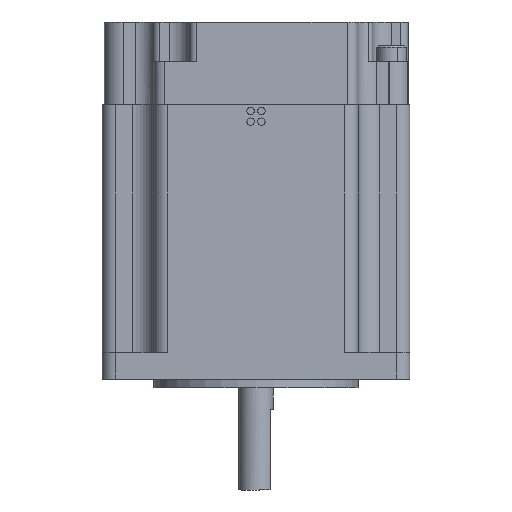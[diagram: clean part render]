
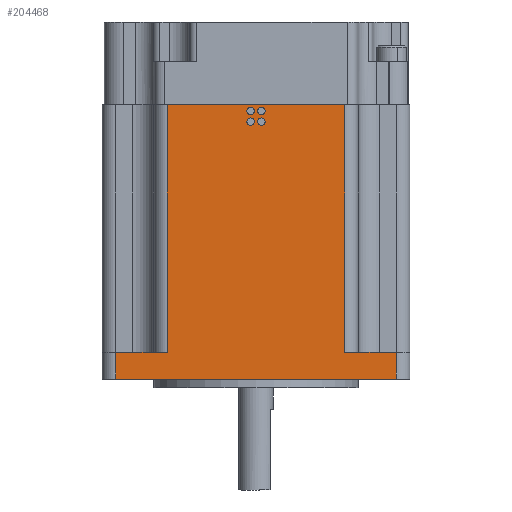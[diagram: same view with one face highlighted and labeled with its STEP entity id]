
A CAD part, front view. The second image highlights one B-rep face of the part: STEP entity #204468.
In plain terms, the highlighted face is planar.
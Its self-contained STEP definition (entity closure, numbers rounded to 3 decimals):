
#1535 = CIRCLE ( 'NONE', #145104, 0.695 ) ;
#1646 = CARTESIAN_POINT ( 'NONE',  ( 1., 28.575, -44.865 ) ) ;
#1781 = EDGE_LOOP ( 'NONE', ( #148922, #219523 ) ) ;
#2368 = DIRECTION ( 'NONE',  ( 0., 1., 0. ) ) ;
#2773 = CARTESIAN_POINT ( 'NONE',  ( 1., 28.575, -44.17 ) ) ;
#3506 = VERTEX_POINT ( 'NONE', #159063 ) ;
#5922 = EDGE_CURVE ( 'NONE', #92570, #250852, #1535, .T. ) ;
#9071 = DIRECTION ( 'NONE',  ( 0., 1., 0. ) ) ;
#11176 = EDGE_CURVE ( 'NONE', #72059, #193429, #169291, .T. ) ;
#17148 = CARTESIAN_POINT ( 'NONE',  ( -16.5, 28.575, 0. ) ) ;
#18589 = VERTEX_POINT ( 'NONE', #17148 ) ;
#20356 = CARTESIAN_POINT ( 'NONE',  ( 28.575, 28.575, 0. ) ) ;
#26702 = VECTOR ( 'NONE', #256426, 1000. ) ;
#30581 = VERTEX_POINT ( 'NONE', #119555 ) ;
#30653 = AXIS2_PLACEMENT_3D ( 'NONE', #1646, #140418, #139126 ) ;
#31148 = DIRECTION ( 'NONE',  ( 0., 0., 1. ) ) ;
#33966 = VERTEX_POINT ( 'NONE', #175111 ) ;
#33970 = ORIENTED_EDGE ( 'NONE', *, *, #249217, .T. ) ;
#34800 = DIRECTION ( 'NONE',  ( 1., 0., 0. ) ) ;
#35651 = CARTESIAN_POINT ( 'NONE',  ( -26.075, 28.575, 5. ) ) ;
#36694 = EDGE_CURVE ( 'NONE', #250852, #92570, #103282, .T. ) ;
#37934 = CIRCLE ( 'NONE', #139144, 0.695 ) ;
#40425 = VERTEX_POINT ( 'NONE', #188119 ) ;
#40749 = LINE ( 'NONE', #242886, #125221 ) ;
#43188 = EDGE_CURVE ( 'NONE', #3506, #30581, #210757, .T. ) ;
#43347 = CARTESIAN_POINT ( 'NONE',  ( -1., 28.575, -44.865 ) ) ;
#46241 = VECTOR ( 'NONE', #34800, 1000. ) ;
#46890 = VECTOR ( 'NONE', #149773, 1000. ) ;
#47264 = CARTESIAN_POINT ( 'NONE',  ( 16.5, 28.575, -46. ) ) ;
#49521 = VERTEX_POINT ( 'NONE', #233876 ) ;
#53369 = CARTESIAN_POINT ( 'NONE',  ( 26.075, 28.575, 5. ) ) ;
#58673 = CIRCLE ( 'NONE', #75482, 0.695 ) ;
#58753 = CIRCLE ( 'NONE', #227596, 0.695 ) ;
#59392 = DIRECTION ( 'NONE',  ( -1., 0., 0. ) ) ;
#59665 = EDGE_LOOP ( 'NONE', ( #112966, #77956 ) ) ;
#61851 = DIRECTION ( 'NONE',  ( 0., 0., 1. ) ) ;
#63322 = ORIENTED_EDGE ( 'NONE', *, *, #230491, .T. ) ;
#68875 = CARTESIAN_POINT ( 'NONE',  ( -26.075, 28.575, 0. ) ) ;
#72059 = VERTEX_POINT ( 'NONE', #78794 ) ;
#72248 = CARTESIAN_POINT ( 'NONE',  ( 1., 28.575, -43.56 ) ) ;
#74872 = VECTOR ( 'NONE', #248805, 1000. ) ;
#75482 = AXIS2_PLACEMENT_3D ( 'NONE', #109481, #9071, #249609 ) ;
#76441 = EDGE_LOOP ( 'NONE', ( #106006, #210120 ) ) ;
#77301 = FACE_BOUND ( 'NONE', #76441, .T. ) ;
#77956 = ORIENTED_EDGE ( 'NONE', *, *, #190512, .F. ) ;
#78794 = CARTESIAN_POINT ( 'NONE',  ( -26.075, 28.575, 0. ) ) ;
#82966 = DIRECTION ( 'NONE',  ( 0., 0., 1. ) ) ;
#86980 = VECTOR ( 'NONE', #226585, 1000. ) ;
#87315 = LINE ( 'NONE', #144202, #245522 ) ;
#88287 = AXIS2_PLACEMENT_3D ( 'NONE', #257128, #217456, #155419 ) ;
#91968 = CIRCLE ( 'NONE', #193322, 0.695 ) ;
#92341 = VERTEX_POINT ( 'NONE', #211370 ) ;
#92570 = VERTEX_POINT ( 'NONE', #72248 ) ;
#96728 = EDGE_CURVE ( 'NONE', #49521, #92341, #198876, .T. ) ;
#97993 = EDGE_CURVE ( 'NONE', #132135, #49521, #87315, .T. ) ;
#98138 = LINE ( 'NONE', #155057, #46241 ) ;
#98649 = DIRECTION ( 'NONE',  ( 0., 0., 1. ) ) ;
#102207 = CARTESIAN_POINT ( 'NONE',  ( 1., 28.575, -42.865 ) ) ;
#103282 = CIRCLE ( 'NONE', #225737, 0.695 ) ;
#103697 = CARTESIAN_POINT ( 'NONE',  ( -16.5, 28.575, 0. ) ) ;
#103953 = ORIENTED_EDGE ( 'NONE', *, *, #141466, .F. ) ;
#106006 = ORIENTED_EDGE ( 'NONE', *, *, #5922, .F. ) ;
#109114 = EDGE_CURVE ( 'NONE', #33966, #235399, #91968, .T. ) ;
#109481 = CARTESIAN_POINT ( 'NONE',  ( 1., 28.575, -44.865 ) ) ;
#112966 = ORIENTED_EDGE ( 'NONE', *, *, #167117, .F. ) ;
#118212 = DIRECTION ( 'NONE',  ( 0., 1., 0. ) ) ;
#119513 = FACE_OUTER_BOUND ( 'NONE', #185622, .T. ) ;
#119555 = CARTESIAN_POINT ( 'NONE',  ( -1., 28.575, -42.17 ) ) ;
#125221 = VECTOR ( 'NONE', #61851, 1000. ) ;
#128980 = CARTESIAN_POINT ( 'NONE',  ( -1., 28.575, -44.17 ) ) ;
#132135 = VERTEX_POINT ( 'NONE', #53369 ) ;
#138291 = DIRECTION ( 'NONE',  ( 0., 1., 0. ) ) ;
#138941 = ORIENTED_EDGE ( 'NONE', *, *, #142143, .T. ) ;
#139126 = DIRECTION ( 'NONE',  ( 0., 0., 1. ) ) ;
#139144 = AXIS2_PLACEMENT_3D ( 'NONE', #43347, #2368, #82966 ) ;
#139334 = FACE_BOUND ( 'NONE', #1781, .T. ) ;
#139975 = LINE ( 'NONE', #183570, #225314 ) ;
#140147 = ORIENTED_EDGE ( 'NONE', *, *, #97993, .T. ) ;
#140418 = DIRECTION ( 'NONE',  ( 0., 1., 0. ) ) ;
#141466 = EDGE_CURVE ( 'NONE', #203165, #92341, #40749, .T. ) ;
#142143 = EDGE_CURVE ( 'NONE', #193429, #132135, #246207, .T. ) ;
#143201 = VERTEX_POINT ( 'NONE', #2773 ) ;
#143238 = DIRECTION ( 'NONE',  ( 0., 0., 1. ) ) ;
#144202 = CARTESIAN_POINT ( 'NONE',  ( 26.075, 28.575, 0. ) ) ;
#144693 = LINE ( 'NONE', #103697, #86980 ) ;
#145059 = EDGE_CURVE ( 'NONE', #235399, #33966, #37934, .T. ) ;
#145104 = AXIS2_PLACEMENT_3D ( 'NONE', #102207, #163024, #177996 ) ;
#148804 = ORIENTED_EDGE ( 'NONE', *, *, #191089, .F. ) ;
#148922 = ORIENTED_EDGE ( 'NONE', *, *, #109114, .F. ) ;
#149773 = DIRECTION ( 'NONE',  ( -1., 0., 0. ) ) ;
#150603 = ORIENTED_EDGE ( 'NONE', *, *, #11176, .T. ) ;
#155057 = CARTESIAN_POINT ( 'NONE',  ( 0., 28.575, -46. ) ) ;
#155419 = DIRECTION ( 'NONE',  ( 0., 0., 1. ) ) ;
#158992 = EDGE_LOOP ( 'NONE', ( #246102, #238165 ) ) ;
#159063 = CARTESIAN_POINT ( 'NONE',  ( -1., 28.575, -43.56 ) ) ;
#161793 = FACE_BOUND ( 'NONE', #59665, .T. ) ;
#162050 = CARTESIAN_POINT ( 'NONE',  ( -16.5, 28.575, -46. ) ) ;
#163024 = DIRECTION ( 'NONE',  ( 0., 1., 0. ) ) ;
#165915 = CARTESIAN_POINT ( 'NONE',  ( -1., 28.575, -42.865 ) ) ;
#166646 = DIRECTION ( 'NONE',  ( 0., 0., -1. ) ) ;
#167117 = EDGE_CURVE ( 'NONE', #40425, #143201, #203635, .T. ) ;
#167782 = AXIS2_PLACEMENT_3D ( 'NONE', #20356, #118212, #143238 ) ;
#169291 = LINE ( 'NONE', #68875, #26702 ) ;
#171231 = CARTESIAN_POINT ( 'NONE',  ( 1., 28.575, -42.865 ) ) ;
#172024 = VERTEX_POINT ( 'NONE', #162050 ) ;
#175111 = CARTESIAN_POINT ( 'NONE',  ( -1., 28.575, -45.56 ) ) ;
#177996 = DIRECTION ( 'NONE',  ( 0., 0., 1. ) ) ;
#183195 = CARTESIAN_POINT ( 'NONE',  ( -1., 28.575, -44.865 ) ) ;
#183570 = CARTESIAN_POINT ( 'NONE',  ( 28.575, 28.575, 0. ) ) ;
#185622 = EDGE_LOOP ( 'NONE', ( #148804, #63322, #33970, #150603, #138941, #140147, #195618, #103953 ) ) ;
#188119 = CARTESIAN_POINT ( 'NONE',  ( 1., 28.575, -45.56 ) ) ;
#188177 = CARTESIAN_POINT ( 'NONE',  ( 28.575, 28.575, 0. ) ) ;
#190512 = EDGE_CURVE ( 'NONE', #143201, #40425, #58673, .T. ) ;
#191089 = EDGE_CURVE ( 'NONE', #172024, #203165, #98138, .T. ) ;
#192352 = DIRECTION ( 'NONE',  ( 0., 1., 0. ) ) ;
#193322 = AXIS2_PLACEMENT_3D ( 'NONE', #183195, #138291, #98649 ) ;
#193429 = VERTEX_POINT ( 'NONE', #35651 ) ;
#195618 = ORIENTED_EDGE ( 'NONE', *, *, #96728, .T. ) ;
#196265 = FACE_BOUND ( 'NONE', #158992, .T. ) ;
#198876 = LINE ( 'NONE', #188177, #46890 ) ;
#203165 = VERTEX_POINT ( 'NONE', #47264 ) ;
#203635 = CIRCLE ( 'NONE', #30653, 0.695 ) ;
#204468 = ADVANCED_FACE ( 'NONE', ( #196265, #139334, #119513, #161793, #77301 ), #243677, .T. ) ;
#205236 = CARTESIAN_POINT ( 'NONE',  ( 28.575, 28.575, 5. ) ) ;
#206065 = CARTESIAN_POINT ( 'NONE',  ( 1., 28.575, -42.17 ) ) ;
#210120 = ORIENTED_EDGE ( 'NONE', *, *, #36694, .F. ) ;
#210757 = CIRCLE ( 'NONE', #88287, 0.695 ) ;
#211170 = EDGE_CURVE ( 'NONE', #30581, #3506, #58753, .T. ) ;
#211370 = CARTESIAN_POINT ( 'NONE',  ( 16.5, 28.575, 0. ) ) ;
#217456 = DIRECTION ( 'NONE',  ( 0., 1., 0. ) ) ;
#219523 = ORIENTED_EDGE ( 'NONE', *, *, #145059, .F. ) ;
#224047 = DIRECTION ( 'NONE',  ( 0., 1., 0. ) ) ;
#225314 = VECTOR ( 'NONE', #59392, 1000. ) ;
#225737 = AXIS2_PLACEMENT_3D ( 'NONE', #171231, #192352, #31148 ) ;
#226585 = DIRECTION ( 'NONE',  ( 0., 0., 1. ) ) ;
#227596 = AXIS2_PLACEMENT_3D ( 'NONE', #165915, #224047, #246526 ) ;
#230491 = EDGE_CURVE ( 'NONE', #172024, #18589, #144693, .T. ) ;
#233876 = CARTESIAN_POINT ( 'NONE',  ( 26.075, 28.575, 0. ) ) ;
#235399 = VERTEX_POINT ( 'NONE', #128980 ) ;
#238165 = ORIENTED_EDGE ( 'NONE', *, *, #211170, .F. ) ;
#242886 = CARTESIAN_POINT ( 'NONE',  ( 16.5, 28.575, 2.5 ) ) ;
#243677 = PLANE ( 'NONE',  #167782 ) ;
#245522 = VECTOR ( 'NONE', #166646, 1000. ) ;
#246102 = ORIENTED_EDGE ( 'NONE', *, *, #43188, .F. ) ;
#246207 = LINE ( 'NONE', #205236, #74872 ) ;
#246526 = DIRECTION ( 'NONE',  ( 0., 0., 1. ) ) ;
#248805 = DIRECTION ( 'NONE',  ( 1., 0., 0. ) ) ;
#249217 = EDGE_CURVE ( 'NONE', #18589, #72059, #139975, .T. ) ;
#249609 = DIRECTION ( 'NONE',  ( 0., 0., 1. ) ) ;
#250852 = VERTEX_POINT ( 'NONE', #206065 ) ;
#256426 = DIRECTION ( 'NONE',  ( 0., 0., 1. ) ) ;
#257128 = CARTESIAN_POINT ( 'NONE',  ( -1., 28.575, -42.865 ) ) ;
